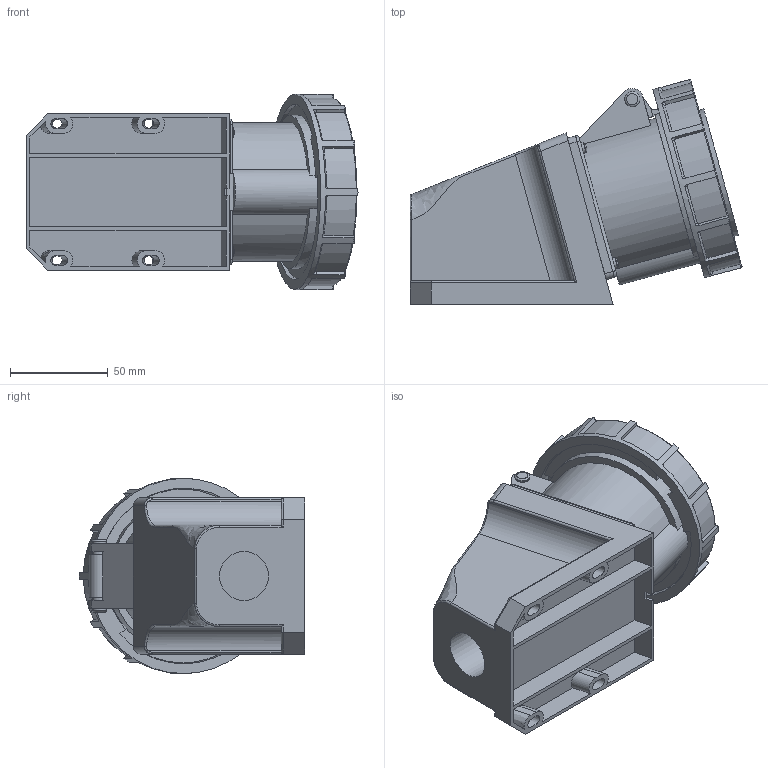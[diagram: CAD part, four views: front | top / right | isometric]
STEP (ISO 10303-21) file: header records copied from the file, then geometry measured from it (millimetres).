
FILE_DESCRIPTION (( 'STEP AP214' ), '1' );
FILE_NAME ('PS-1252-32-380 Ðîçåòêà ñòàöèîíàðíàÿ íàðóæíàÿ 3Ð+ÐÅ+N 32À 380Â IP67.STEP', '2024-01-17T10:51:38', ( '' ), ( '' ), 'SwSTEP 2.0', 'SolidWorks 2021', '' );
FILE_SCHEMA (( 'AUTOMOTIVE_DESIGN' ));
Length unit declared in the file: millimetre
Products named in the file (6): PS-1252-32-380.001 昢膼瘔膻嬅00; PS-1252-32-380 Ðîçåòêà ñòàöèîíàðíàÿ íàðóæíàÿ 3Ð+ÐÅ+N 32À 380Â IP67; PS-1252-32-380.002 扻豵鵨; 鎔艜 M3x16 DIN EN ISO 7045_DIN EN ISO 7045 - M3 x 16 - Z; PS-1252-32-380.003 署赅; PS-1152-16-380.004 崶錒艜
Assembly tree (8 placements, depth 2):
  PS-1252-32-380 Ðîçåòêà ñòàöèîíàðíàÿ íàðóæíàÿ 3Ð+ÐÅ+N 32À 380Â IP67
    PS-1252-32-380.001 昢膼瘔膻嬅00
    PS-1252-32-380.002 扻豵鵨
    PS-1252-32-380.003 署赅
    PS-1152-16-380.004 崶錒艜
    鎔艜 M3x16 DIN EN ISO 7045_DIN EN ISO 7045 - M3 x 16 - Z  x4
Bounding box: 170.03 x 115.25 x 100 mm (x, y, z)
Volume: 654758.3 mm3; surface area: 138707.8 mm2
Topology: 8 solids, 8 shells, 615 faces, 1530 edges, 974 vertices
Faces by surface type: plane 328, cylinder 123, bspline 73, cone 49, torus 38, sphere 4
Full cylindrical faces by diameter (mm): 3 x4, 4 x4, 4.8 x4, 5 x2, 5.2 x1, 5.6 x4, 7 x4, 7.25 x3, 7.5 x4, 8.3 x1, 9.3 x1, 14 x4, 25 x1, 47.3 x1, 51.9 x1, 52 x1, 67 x1, 90 x1, 100 x1
Entity records: 21748 total; most frequent: CARTESIAN_POINT 7262, ORIENTED_EDGE 2466, DIRECTION 2147, EDGE_CURVE 1233, VERTEX_POINT 823, AXIS2_PLACEMENT_3D 741, VECTOR 665, LINE 665
